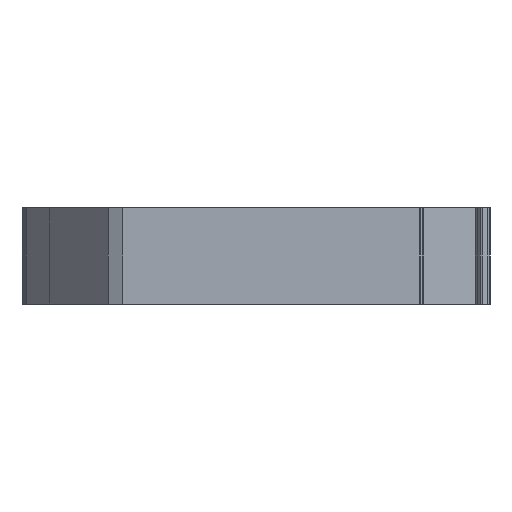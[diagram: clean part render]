
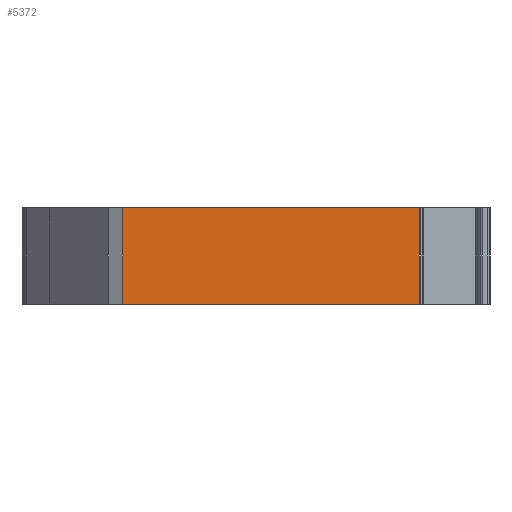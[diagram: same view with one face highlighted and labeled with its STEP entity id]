
A CAD part, left-side view. The second image highlights one B-rep face of the part: STEP entity #5372.
In plain terms, the highlighted free-form (B-spline) face has degree [1, 1] with [2, 2] control points.
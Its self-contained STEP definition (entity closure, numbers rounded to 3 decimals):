
#173=CARTESIAN_POINT('',(-33.95,-17.35,-10.2));
#174=VERTEX_POINT('',#173);
#189=CARTESIAN_POINT('',(-33.95,-17.35,0.));
#190=VERTEX_POINT('',#189);
#196=CARTESIAN_POINT('',(-33.95,-17.35,0.));
#197=CARTESIAN_POINT('',(-33.95,-17.35,-10.2));
#198=B_SPLINE_CURVE_WITH_KNOTS('',1,(#196,#197),.POLYLINE_FORM.,.F.,.U.,(2,2),(0.,1.),.UNSPECIFIED.);
#199=EDGE_CURVE('',#190,#174,#198,.T.);
#3732=CARTESIAN_POINT('',(-33.95,14.158,-10.2));
#3733=VERTEX_POINT('',#3732);
#3734=CARTESIAN_POINT('',(-33.95,14.158,0.));
#3735=VERTEX_POINT('',#3734);
#3736=CARTESIAN_POINT('',(-33.95,14.158,-10.2));
#3737=CARTESIAN_POINT('',(-33.95,14.158,0.));
#3738=B_SPLINE_CURVE_WITH_KNOTS('',1,(#3736,#3737),.POLYLINE_FORM.,.F.,.U.,(2,2),(0.,1.),.UNSPECIFIED.);
#3739=EDGE_CURVE('',#3733,#3735,#3738,.T.);
#5353=CARTESIAN_POINT('',(-33.95,-19.851,-11.89));
#5354=CARTESIAN_POINT('',(-33.95,16.466,-11.89));
#5355=CARTESIAN_POINT('',(-33.95,-19.851,1.69));
#5356=CARTESIAN_POINT('',(-33.95,16.466,1.69));
#5357=B_SPLINE_SURFACE_WITH_KNOTS('',1,1,((#5353,#5354),(#5355,#5356)),.PLANE_SURF.,.F.,.F.,.U.,(2,2),(2,2),(0.,1.),(0.,1.),.UNSPECIFIED.);
#5358=ORIENTED_EDGE('',*,*,#3739,.F.);
#5359=CARTESIAN_POINT('',(-33.95,-17.35,-10.2));
#5360=CARTESIAN_POINT('',(-33.95,14.158,-10.2));
#5361=B_SPLINE_CURVE_WITH_KNOTS('',1,(#5359,#5360),.POLYLINE_FORM.,.F.,.U.,(2,2),(0.,1.),.UNSPECIFIED.);
#5362=EDGE_CURVE('',#174,#3733,#5361,.T.);
#5363=ORIENTED_EDGE('',*,*,#5362,.F.);
#5364=ORIENTED_EDGE('',*,*,#199,.F.);
#5365=CARTESIAN_POINT('',(-33.95,-17.35,0.));
#5366=CARTESIAN_POINT('',(-33.95,14.158,0.));
#5367=B_SPLINE_CURVE_WITH_KNOTS('',1,(#5365,#5366),.POLYLINE_FORM.,.F.,.U.,(2,2),(0.,1.),.UNSPECIFIED.);
#5368=EDGE_CURVE('',#190,#3735,#5367,.T.);
#5369=ORIENTED_EDGE('',*,*,#5368,.T.);
#5370=EDGE_LOOP('',(#5358,#5363,#5364,#5369));
#5371=FACE_OUTER_BOUND('',#5370,.T.);
#5372=ADVANCED_FACE('',(#5371),#5357,.T.);
